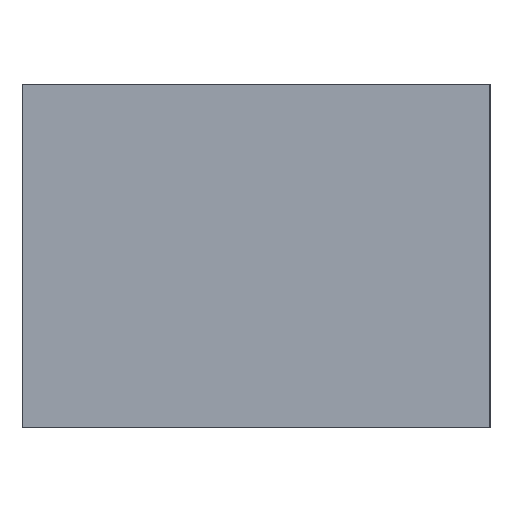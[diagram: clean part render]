
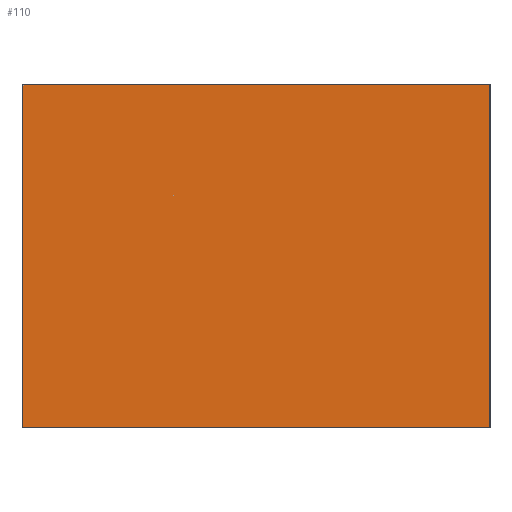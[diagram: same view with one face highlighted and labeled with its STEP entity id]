
A CAD part, left-side view. The second image highlights one B-rep face of the part: STEP entity #110.
In plain terms, the highlighted planar face has unit normal (-1, 0, 0).
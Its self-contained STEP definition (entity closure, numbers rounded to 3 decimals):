
#24=FACE_OUTER_BOUND('',#30,.T.);
#30=EDGE_LOOP('',(#86,#87,#88,#89));
#40=LINE('',#190,#52);
#41=LINE('',#193,#53);
#42=LINE('',#195,#54);
#43=LINE('',#196,#55);
#52=VECTOR('',#157,10.);
#53=VECTOR('',#160,10.);
#54=VECTOR('',#161,10.);
#55=VECTOR('',#162,10.);
#62=VERTEX_POINT('',#186);
#63=VERTEX_POINT('',#188);
#64=VERTEX_POINT('',#192);
#65=VERTEX_POINT('',#194);
#72=EDGE_CURVE('',#62,#63,#40,.T.);
#73=EDGE_CURVE('',#64,#62,#41,.T.);
#74=EDGE_CURVE('',#65,#63,#42,.T.);
#75=EDGE_CURVE('',#64,#65,#43,.T.);
#86=ORIENTED_EDGE('',*,*,#73,.T.);
#87=ORIENTED_EDGE('',*,*,#72,.T.);
#88=ORIENTED_EDGE('',*,*,#74,.F.);
#89=ORIENTED_EDGE('',*,*,#75,.F.);
#104=PLANE('',#139);
#110=ADVANCED_FACE('',(#24),#104,.T.);
#139=AXIS2_PLACEMENT_3D('',#191,#158,#159);
#157=DIRECTION('',(0.,1.,0.));
#158=DIRECTION('center_axis',(-1.,0.,0.));
#159=DIRECTION('ref_axis',(0.,0.,1.));
#160=DIRECTION('',(0.,0.,1.));
#161=DIRECTION('',(0.,0.,1.));
#162=DIRECTION('',(0.,1.,0.));
#186=CARTESIAN_POINT('',(-25.,0.,5.5));
#188=CARTESIAN_POINT('',(-25.,15.,5.5));
#190=CARTESIAN_POINT('',(-25.,0.,5.5));
#191=CARTESIAN_POINT('Origin',(-25.,0.,-5.5));
#192=CARTESIAN_POINT('',(-25.,0.,-5.5));
#193=CARTESIAN_POINT('',(-25.,0.,-5.5));
#194=CARTESIAN_POINT('',(-25.,15.,-5.5));
#195=CARTESIAN_POINT('',(-25.,15.,-5.5));
#196=CARTESIAN_POINT('',(-25.,0.,-5.5));
